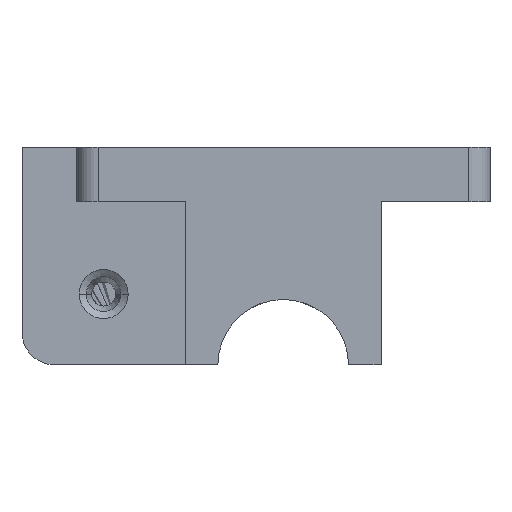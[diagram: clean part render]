
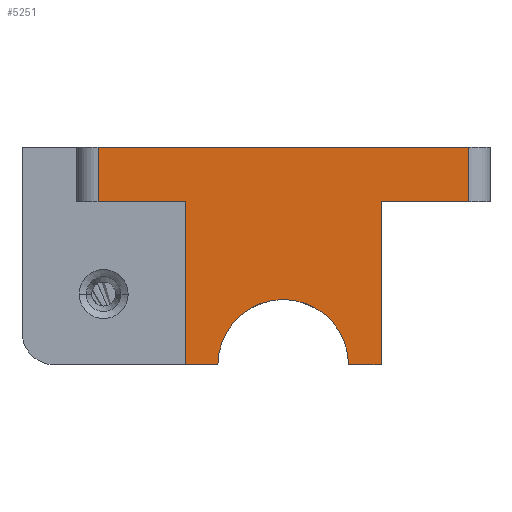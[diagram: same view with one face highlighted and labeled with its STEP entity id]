
A CAD part, front view. The second image highlights one B-rep face of the part: STEP entity #5251.
In plain terms, the highlighted planar face has unit normal (0, -1, 0).
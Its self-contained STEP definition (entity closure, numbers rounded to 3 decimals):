
#1895=DIRECTION('',(-1.,0.,0.));
#1896=VECTOR('',#1895,34.);
#1897=CARTESIAN_POINT('',(17.,0.,0.));
#1898=LINE('',#1897,#1896);
#1899=DIRECTION('',(1.,0.,0.));
#1900=VECTOR('',#1899,8.);
#1901=CARTESIAN_POINT('',(9.,0.,-5.));
#1902=LINE('',#1901,#1900);
#1903=DIRECTION('',(0.,0.,1.));
#1904=VECTOR('',#1903,15.);
#1905=CARTESIAN_POINT('',(9.,0.,-20.));
#1906=LINE('',#1905,#1904);
#1907=DIRECTION('',(1.,0.,0.));
#1908=VECTOR('',#1907,3.);
#1909=CARTESIAN_POINT('',(6.,0.,-20.));
#1910=LINE('',#1909,#1908);
#1911=CARTESIAN_POINT('',(0.,0.,-20.));
#1912=DIRECTION('',(0.,1.,0.));
#1913=DIRECTION('',(-1.,0.,0.));
#1914=AXIS2_PLACEMENT_3D('',#1911,#1912,#1913);
#1916=DIRECTION('',(1.,0.,0.));
#1917=VECTOR('',#1916,3.);
#1918=CARTESIAN_POINT('',(-9.,0.,-20.));
#1919=LINE('',#1918,#1917);
#1920=DIRECTION('',(0.,0.,-1.));
#1921=VECTOR('',#1920,15.);
#1922=CARTESIAN_POINT('',(-9.,0.,-5.));
#1923=LINE('',#1922,#1921);
#1924=DIRECTION('',(1.,0.,0.));
#1925=VECTOR('',#1924,8.);
#1926=CARTESIAN_POINT('',(-17.,0.,-5.));
#1927=LINE('',#1926,#1925);
#2043=DIRECTION('',(0.,0.,-1.));
#2044=VECTOR('',#2043,5.);
#2045=CARTESIAN_POINT('',(17.,0.,0.));
#2046=LINE('',#2045,#2044);
#2090=DIRECTION('',(0.,0.,1.));
#2091=VECTOR('',#2090,5.);
#2092=CARTESIAN_POINT('',(-17.,0.,-5.));
#2093=LINE('',#2092,#2091);
#2455=CARTESIAN_POINT('',(9.,0.,-5.));
#2456=CARTESIAN_POINT('',(17.,0.,-5.));
#2457=VERTEX_POINT('',#2455);
#2458=VERTEX_POINT('',#2456);
#2483=CARTESIAN_POINT('',(-9.,0.,-20.));
#2485=VERTEX_POINT('',#2483);
#2492=CARTESIAN_POINT('',(-17.,0.,0.));
#2494=VERTEX_POINT('',#2492);
#2503=CARTESIAN_POINT('',(-17.,0.,-5.));
#2505=VERTEX_POINT('',#2503);
#2542=CARTESIAN_POINT('',(17.,0.,0.));
#2543=VERTEX_POINT('',#2542);
#2601=CARTESIAN_POINT('',(-9.,0.,-5.));
#2602=VERTEX_POINT('',#2601);
#2603=CARTESIAN_POINT('',(-6.,0.,-20.));
#2604=VERTEX_POINT('',#2603);
#2605=CARTESIAN_POINT('',(9.,0.,-20.));
#2606=VERTEX_POINT('',#2605);
#2609=CARTESIAN_POINT('',(6.,0.,-20.));
#2610=VERTEX_POINT('',#2609);
#5229=CARTESIAN_POINT('',(0.,0.,-20.));
#5230=DIRECTION('',(0.,1.,0.));
#5231=DIRECTION('',(0.,0.,1.));
#5232=AXIS2_PLACEMENT_3D('',#5229,#5230,#5231);
#5233=PLANE('',#5232);
#5235=ORIENTED_EDGE('',*,*,#5234,.F.);
#5237=ORIENTED_EDGE('',*,*,#5236,.T.);
#5239=ORIENTED_EDGE('',*,*,#5238,.F.);
#5240=ORIENTED_EDGE('',*,*,#4998,.F.);
#5241=ORIENTED_EDGE('',*,*,#5158,.F.);
#5242=ORIENTED_EDGE('',*,*,#4843,.F.);
#5243=ORIENTED_EDGE('',*,*,#4633,.F.);
#5244=ORIENTED_EDGE('',*,*,#2836,.F.);
#5246=ORIENTED_EDGE('',*,*,#5245,.F.);
#5248=ORIENTED_EDGE('',*,*,#5247,.T.);
#5249=EDGE_LOOP('',(#5235,#5237,#5239,#5240,#5241,#5242,#5243,#5244,#5246,
#5248));
#5250=FACE_OUTER_BOUND('',#5249,.F.);
#5251=ADVANCED_FACE('',(#5250),#5233,.F.);
#1915=CIRCLE('',#1914,6.);
#2836=EDGE_CURVE('',#2602,#2485,#1923,.T.);
#4633=EDGE_CURVE('',#2485,#2604,#1919,.T.);
#4843=EDGE_CURVE('',#2604,#2610,#1915,.T.);
#4998=EDGE_CURVE('',#2606,#2457,#1906,.T.);
#5158=EDGE_CURVE('',#2610,#2606,#1910,.T.);
#5234=EDGE_CURVE('',#2543,#2494,#1898,.T.);
#5236=EDGE_CURVE('',#2543,#2458,#2046,.T.);
#5238=EDGE_CURVE('',#2457,#2458,#1902,.T.);
#5245=EDGE_CURVE('',#2505,#2602,#1927,.T.);
#5247=EDGE_CURVE('',#2505,#2494,#2093,.T.);
